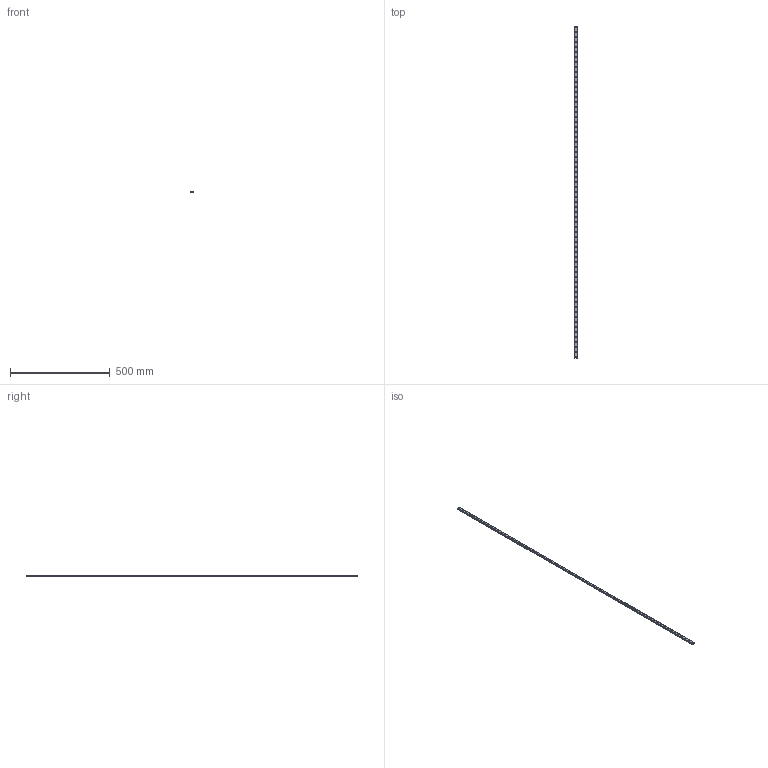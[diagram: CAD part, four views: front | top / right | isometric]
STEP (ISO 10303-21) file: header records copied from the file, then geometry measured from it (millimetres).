
FILE_DESCRIPTION(('STEP AP214'),'1');
FILE_NAME('cctmp_6D58FC03-582D-4CDD-A607-935996E11FE5_2021_02_18_16_00_01_0028..stp','2021-02-18T15:00:01',('HIWIN GmbH'),('CADClick - www.CADClick.com'),'Spatial InterOp 3D',' ','unknown authorization');
FILE_SCHEMA(('AUTOMOTIVE_DESIGN'));
Length unit declared in the file: millimetre
Products named in the file (1): MGNR12R1660CM_FILE
Bounding box: 12 x 1660 x 8 mm (x, y, z)
Volume: 142085.5 mm3; surface area: 82635.4 mm2
Topology: 1 solids, 1 shells, 698 faces, 1473 edges, 982 vertices
Faces by surface type: cylinder 418, plane 280
Entity records: 24721 total; most frequent: DIRECTION 3707, CARTESIAN_POINT 3154, ORIENTED_EDGE 2946, AXIS2_PLACEMENT_3D 1535, EDGE_CURVE 1473, VERTEX_POINT 982, EDGE_LOOP 903, CIRCLE 836
